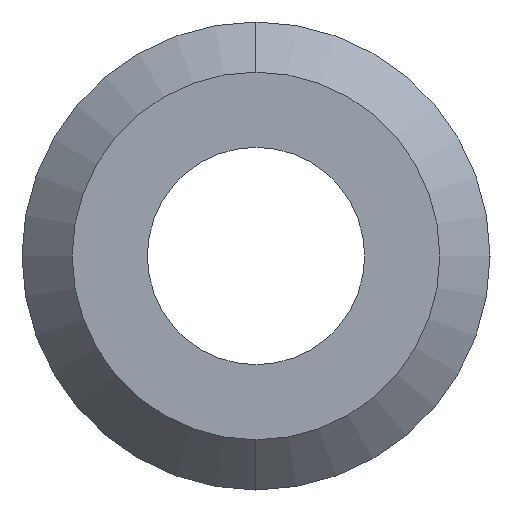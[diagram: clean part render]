
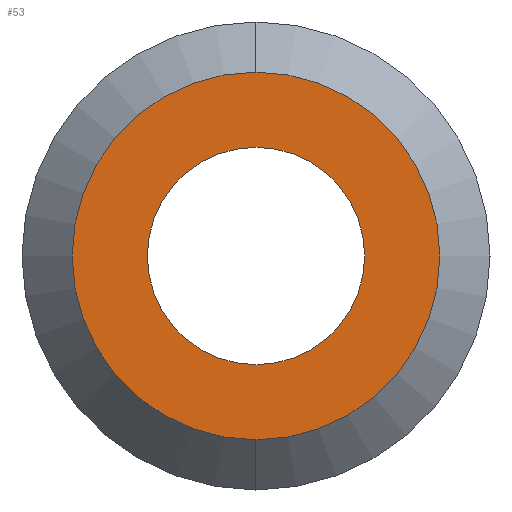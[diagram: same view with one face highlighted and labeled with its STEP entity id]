
A CAD part, left-side view. The second image highlights one B-rep face of the part: STEP entity #53.
In plain terms, the highlighted planar face has unit normal (-1, 0, 0).
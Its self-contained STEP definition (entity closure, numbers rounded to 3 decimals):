
#19 = DIRECTION ( 'NONE',  ( 1., 0., 0. ) ) ;
#21 = CARTESIAN_POINT ( 'NONE',  ( -39.363, 0., -5.5 ) ) ;
#28 = CARTESIAN_POINT ( 'NONE',  ( -39.363, 5.5, 0. ) ) ;
#40 = ORIENTED_EDGE ( 'NONE', *, *, #250, .T. ) ;
#46 = EDGE_LOOP ( 'NONE', ( #40, #218 ) ) ;
#53 = ADVANCED_FACE ( 'NONE', ( #117, #312 ), #176, .F. ) ;
#56 = AXIS2_PLACEMENT_3D ( 'NONE', #28, #19, #108 ) ;
#64 = AXIS2_PLACEMENT_3D ( 'NONE', #182, #283, #135 ) ;
#66 = EDGE_CURVE ( 'NONE', #299, #107, #198, .T. ) ;
#78 = EDGE_LOOP ( 'NONE', ( #303, #156 ) ) ;
#86 = CARTESIAN_POINT ( 'NONE',  ( -39.363, 0., 0. ) ) ;
#89 = CARTESIAN_POINT ( 'NONE',  ( -39.363, 0., 0. ) ) ;
#105 = CIRCLE ( 'NONE', #163, 5.5 ) ;
#107 = VERTEX_POINT ( 'NONE', #279 ) ;
#108 = DIRECTION ( 'NONE',  ( 0., 0., -1. ) ) ;
#117 = FACE_BOUND ( 'NONE', #78, .T. ) ;
#125 = CARTESIAN_POINT ( 'NONE',  ( -39.363, 0., 0. ) ) ;
#135 = DIRECTION ( 'NONE',  ( 0., 0., 1. ) ) ;
#141 = EDGE_CURVE ( 'NONE', #107, #299, #286, .T. ) ;
#142 = CARTESIAN_POINT ( 'NONE',  ( -39.363, 0., -3.25 ) ) ;
#147 = CIRCLE ( 'NONE', #228, 5.5 ) ;
#148 = CARTESIAN_POINT ( 'NONE',  ( -39.363, 0., 5.5 ) ) ;
#156 = ORIENTED_EDGE ( 'NONE', *, *, #66, .F. ) ;
#163 = AXIS2_PLACEMENT_3D ( 'NONE', #86, #170, #290 ) ;
#170 = DIRECTION ( 'NONE',  ( -1., 0., 0. ) ) ;
#176 = PLANE ( 'NONE',  #56 ) ;
#182 = CARTESIAN_POINT ( 'NONE',  ( -39.363, 0., 0. ) ) ;
#189 = DIRECTION ( 'NONE',  ( 0., 0., 1. ) ) ;
#198 = CIRCLE ( 'NONE', #204, 3.25 ) ;
#204 = AXIS2_PLACEMENT_3D ( 'NONE', #125, #360, #189 ) ;
#218 = ORIENTED_EDGE ( 'NONE', *, *, #330, .T. ) ;
#221 = VERTEX_POINT ( 'NONE', #21 ) ;
#228 = AXIS2_PLACEMENT_3D ( 'NONE', #89, #259, #262 ) ;
#250 = EDGE_CURVE ( 'NONE', #221, #361, #147, .T. ) ;
#259 = DIRECTION ( 'NONE',  ( -1., 0., 0. ) ) ;
#262 = DIRECTION ( 'NONE',  ( 0., 0., 1. ) ) ;
#279 = CARTESIAN_POINT ( 'NONE',  ( -39.363, 0., 3.25 ) ) ;
#283 = DIRECTION ( 'NONE',  ( -1., 0., 0. ) ) ;
#286 = CIRCLE ( 'NONE', #64, 3.25 ) ;
#290 = DIRECTION ( 'NONE',  ( 0., 0., 1. ) ) ;
#299 = VERTEX_POINT ( 'NONE', #142 ) ;
#303 = ORIENTED_EDGE ( 'NONE', *, *, #141, .F. ) ;
#312 = FACE_OUTER_BOUND ( 'NONE', #46, .T. ) ;
#330 = EDGE_CURVE ( 'NONE', #361, #221, #105, .T. ) ;
#360 = DIRECTION ( 'NONE',  ( -1., 0., 0. ) ) ;
#361 = VERTEX_POINT ( 'NONE', #148 ) ;
